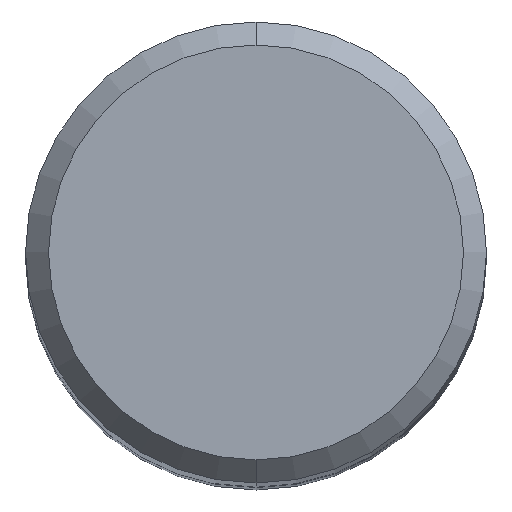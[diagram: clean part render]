
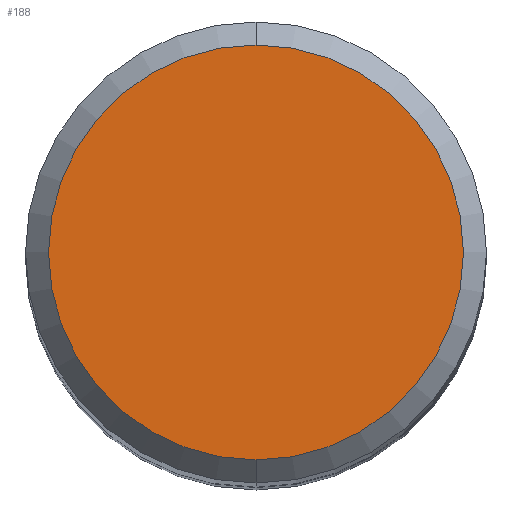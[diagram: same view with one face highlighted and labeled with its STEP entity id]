
A CAD part, top view. The second image highlights one B-rep face of the part: STEP entity #188.
In plain terms, the highlighted planar face has unit normal (0, 0, 1).
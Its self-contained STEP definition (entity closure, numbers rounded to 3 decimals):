
#188=ADVANCED_FACE('',(#468),#469,.T.);
#210=VERTEX_POINT('',#493);
#304=EDGE_CURVE('',#210,#322,#596,.T.);
#322=VERTEX_POINT('',#615);
#368=EDGE_CURVE('',#322,#210,#667,.T.);
#468=FACE_OUTER_BOUND('',#788,.T.);
#469=PLANE('',#789);
#493=CARTESIAN_POINT('',(0.0,3.6,0.0));
#596=CIRCLE('',#1068,3.6);
#615=CARTESIAN_POINT('',(0.,-3.6,0.0));
#667=CIRCLE('',#1208,3.6);
#788=EDGE_LOOP('',(#1360,#1361));
#789=AXIS2_PLACEMENT_3D('',#1362,#1363,#1364);
#1068=AXIS2_PLACEMENT_3D('',#1502,#1503,#1504);
#1208=AXIS2_PLACEMENT_3D('',#1597,#1598,#1599);
#1360=ORIENTED_EDGE('',*,*,#304,.F.);
#1361=ORIENTED_EDGE('',*,*,#368,.F.);
#1362=CARTESIAN_POINT('',(0.0,1.8,0.0));
#1363=DIRECTION('',(-0.0,0.0,1.0));
#1364=DIRECTION('',(0.0,-1.0,0.0));
#1502=CARTESIAN_POINT('',(0.0,0.0,0.0));
#1503=DIRECTION('',(0.0,0.0,-1.0));
#1504=DIRECTION('',(0.0,1.0,0.0));
#1597=CARTESIAN_POINT('',(0.0,0.0,0.0));
#1598=DIRECTION('',(0.0,0.0,-1.0));
#1599=DIRECTION('',(0.0,1.0,0.0));
